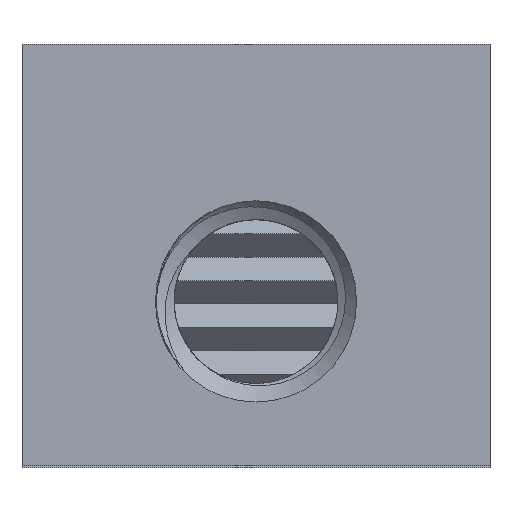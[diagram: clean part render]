
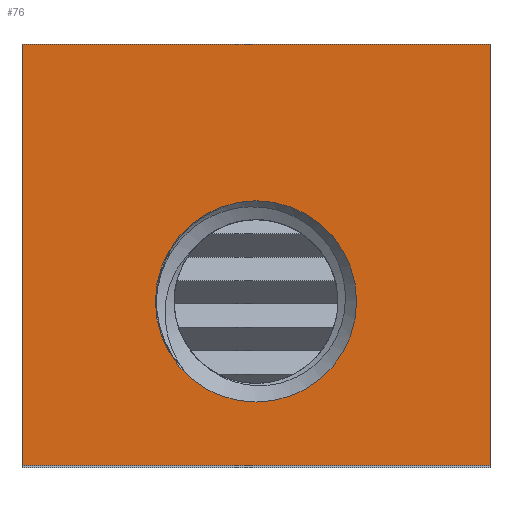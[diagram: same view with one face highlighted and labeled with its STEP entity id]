
A CAD part, top view. The second image highlights one B-rep face of the part: STEP entity #76.
In plain terms, the highlighted planar face has unit normal (0, 0, 1).
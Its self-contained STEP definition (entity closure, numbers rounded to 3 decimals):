
#48 = LINE ( 'NONE', #848, #2283 ) ;
#76 = ADVANCED_FACE ( 'NONE', ( #3211, #1882 ), #2950, .T. ) ;
#189 = DIRECTION ( 'NONE',  ( 1., 0., 0. ) ) ;
#191 = EDGE_LOOP ( 'NONE', ( #600 ) ) ;
#211 = EDGE_CURVE ( 'NONE', #550, #1469, #3014, .T. ) ;
#291 = CARTESIAN_POINT ( 'NONE',  ( 0., 9., 33.5 ) ) ;
#363 = VERTEX_POINT ( 'NONE', #1911 ) ;
#446 = CARTESIAN_POINT ( 'NONE',  ( 10., 9., 33.5 ) ) ;
#550 = VERTEX_POINT ( 'NONE', #291 ) ;
#563 = CARTESIAN_POINT ( 'NONE',  ( 5., 4.5, 33.5 ) ) ;
#600 = ORIENTED_EDGE ( 'NONE', *, *, #3218, .T. ) ;
#630 = CARTESIAN_POINT ( 'NONE',  ( 0., 9., 33.5 ) ) ;
#667 = VECTOR ( 'NONE', #2753, 1000. ) ;
#673 = DIRECTION ( 'NONE',  ( 0., 0., -1. ) ) ;
#693 = LINE ( 'NONE', #446, #1219 ) ;
#721 = VERTEX_POINT ( 'NONE', #2365 ) ;
#848 = CARTESIAN_POINT ( 'NONE',  ( 10., 0., 33.5 ) ) ;
#855 = ORIENTED_EDGE ( 'NONE', *, *, #1406, .T. ) ;
#911 = CARTESIAN_POINT ( 'NONE',  ( 0., 0., 33.5 ) ) ;
#1152 = ORIENTED_EDGE ( 'NONE', *, *, #2494, .T. ) ;
#1219 = VECTOR ( 'NONE', #1959, 1000. ) ;
#1406 = EDGE_CURVE ( 'NONE', #721, #550, #693, .T. ) ;
#1453 = DIRECTION ( 'NONE',  ( 1., 0., 0. ) ) ;
#1469 = VERTEX_POINT ( 'NONE', #911 ) ;
#1624 = DIRECTION ( 'NONE',  ( 0., 0., 1. ) ) ;
#1653 = DIRECTION ( 'NONE',  ( 0., 1., 0. ) ) ;
#1741 = CIRCLE ( 'NONE', #2913, 2.15 ) ;
#1765 = CARTESIAN_POINT ( 'NONE',  ( 5., 3.5, 33.5 ) ) ;
#1882 = FACE_OUTER_BOUND ( 'NONE', #2463, .T. ) ;
#1911 = CARTESIAN_POINT ( 'NONE',  ( 7.15, 3.5, 33.5 ) ) ;
#1959 = DIRECTION ( 'NONE',  ( -1., 0., 0. ) ) ;
#2283 = VECTOR ( 'NONE', #1653, 1000. ) ;
#2365 = CARTESIAN_POINT ( 'NONE',  ( 10., 9., 33.5 ) ) ;
#2386 = AXIS2_PLACEMENT_3D ( 'NONE', #563, #1624, #189 ) ;
#2463 = EDGE_LOOP ( 'NONE', ( #1152, #3215, #855, #3292 ) ) ;
#2494 = EDGE_CURVE ( 'NONE', #1469, #2496, #2742, .T. ) ;
#2496 = VERTEX_POINT ( 'NONE', #3054 ) ;
#2516 = DIRECTION ( 'NONE',  ( 1., 0., 0. ) ) ;
#2742 = LINE ( 'NONE', #3318, #2828 ) ;
#2753 = DIRECTION ( 'NONE',  ( 0., -1., 0. ) ) ;
#2828 = VECTOR ( 'NONE', #1453, 1000. ) ;
#2913 = AXIS2_PLACEMENT_3D ( 'NONE', #1765, #673, #2516 ) ;
#2950 = PLANE ( 'NONE',  #2386 ) ;
#3014 = LINE ( 'NONE', #630, #667 ) ;
#3054 = CARTESIAN_POINT ( 'NONE',  ( 10., 0., 33.5 ) ) ;
#3211 = FACE_BOUND ( 'NONE', #191, .T. ) ;
#3215 = ORIENTED_EDGE ( 'NONE', *, *, #3428, .T. ) ;
#3218 = EDGE_CURVE ( 'NONE', #363, #363, #1741, .T. ) ;
#3292 = ORIENTED_EDGE ( 'NONE', *, *, #211, .T. ) ;
#3318 = CARTESIAN_POINT ( 'NONE',  ( 0., 0., 33.5 ) ) ;
#3428 = EDGE_CURVE ( 'NONE', #2496, #721, #48, .T. ) ;
